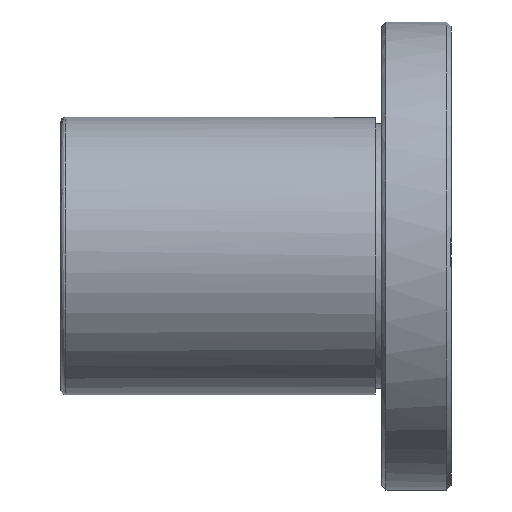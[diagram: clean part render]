
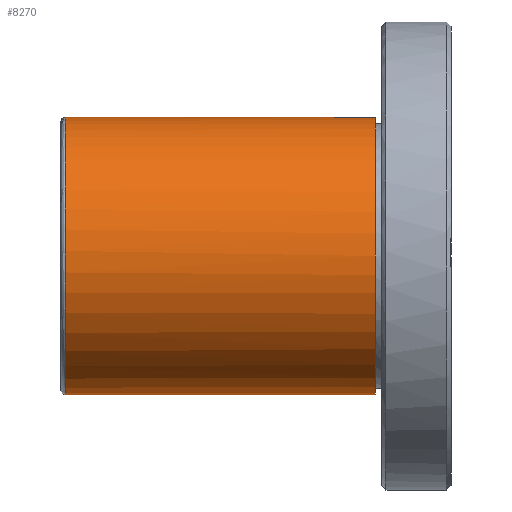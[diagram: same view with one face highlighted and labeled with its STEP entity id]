
A CAD part, front view. The second image highlights one B-rep face of the part: STEP entity #8270.
In plain terms, the highlighted free-form (B-spline) face has degree [3, 1] with [7, 2] control points.
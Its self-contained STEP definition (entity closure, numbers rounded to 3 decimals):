
#7120 = CARTESIAN_POINT ('', (-44.5, 0., 16.));
#7130 = VERTEX_POINT ('', #7120);
#7210 = CARTESIAN_POINT ('', (-44.5, 0., -16.));
#7220 = VERTEX_POINT ('', #7210);
#7230 = CARTESIAN_POINT ('', (-44.5, 0., 16.));
#7240 = CARTESIAN_POINT ('', (-44.5, 32., 16.));
#7250 = CARTESIAN_POINT ('', (-44.5, 32., -16.));
#7260 = CARTESIAN_POINT ('', (-44.5, 0., -16.));
#7270 = (
   BOUNDED_CURVE ()
   B_SPLINE_CURVE (3, (#7230, #7240, #7250, #7260), .UNSPECIFIED., .F., .U.)
   B_SPLINE_CURVE_WITH_KNOTS ((4, 4), (0., 1.), .UNSPECIFIED.)
   CURVE ()
   GEOMETRIC_REPRESENTATION_ITEM ()
   RATIONAL_B_SPLINE_CURVE ((0.957, 0.319, 0.319, 0.957))
   REPRESENTATION_ITEM ('')
);
#7280 = EDGE_CURVE ('', #7130, #7220, #7270, .T.);
#7300 = CARTESIAN_POINT ('', (-44.5, 0., -16.));
#7310 = CARTESIAN_POINT ('', (-44.5, -32., -16.));
#7320 = CARTESIAN_POINT ('', (-44.5, -32., 16.));
#7330 = CARTESIAN_POINT ('', (-44.5, 0., 16.));
#7340 = (
   BOUNDED_CURVE ()
   B_SPLINE_CURVE (3, (#7300, #7310, #7320, #7330), .UNSPECIFIED., .F., .U.)
   B_SPLINE_CURVE_WITH_KNOTS ((4, 4), (0., 1.), .UNSPECIFIED.)
   CURVE ()
   GEOMETRIC_REPRESENTATION_ITEM ()
   RATIONAL_B_SPLINE_CURVE ((0.957, 0.319, 0.319, 0.957))
   REPRESENTATION_ITEM ('')
);
#7350 = EDGE_CURVE ('', #7220, #7130, #7340, .T.);
#7720 = CARTESIAN_POINT ('', (-8.75, 16., 0.));
#7730 = VERTEX_POINT ('', #7720);
#7740 = CARTESIAN_POINT ('', (-8.75, 0., -16.));
#7750 = VERTEX_POINT ('', #7740);
#7760 = CARTESIAN_POINT ('', (-8.75, 16., 0.));
#7770 = CARTESIAN_POINT ('', (-8.75, 16., -10.667));
#7780 = CARTESIAN_POINT ('', (-8.75, 8., -16.));
#7790 = CARTESIAN_POINT ('', (-8.75, 0., -16.));
#7800 = (
   BOUNDED_CURVE ()
   B_SPLINE_CURVE (3, (#7760, #7770, #7780, #7790), .UNSPECIFIED., .F., .U.)
   B_SPLINE_CURVE_WITH_KNOTS ((4, 4), (0., 1.), .UNSPECIFIED.)
   CURVE ()
   GEOMETRIC_REPRESENTATION_ITEM ()
   RATIONAL_B_SPLINE_CURVE ((0.5, 0.5, 0.667, 1.))
   REPRESENTATION_ITEM ('')
);
#7810 = EDGE_CURVE ('', #7730, #7750, #7800, .T.);
#7820 = ORIENTED_EDGE ('', *, *, #7810, .T.);
#7830 = CARTESIAN_POINT ('', (-8.75, 0., -16.));
#7840 = CARTESIAN_POINT ('', (-44.5, 0., -16.));
#7850 = B_SPLINE_CURVE_WITH_KNOTS ('', 1, (#7830, #7840), .UNSPECIFIED., .F., .U., (2, 2), (0., 1.), .UNSPECIFIED.);
#7860 = EDGE_CURVE ('', #7750, #7220, #7850, .T.);
#7870 = ORIENTED_EDGE ('', *, *, #7860, .T.);
#7880 = ORIENTED_EDGE ('', *, *, #7280, .F.);
#7890 = ORIENTED_EDGE ('', *, *, #7350, .F.);
#7900 = ORIENTED_EDGE ('', *, *, #7860, .F.);
#7910 = CARTESIAN_POINT ('', (-8.75, -16., 0.));
#7920 = VERTEX_POINT ('', #7910);
#7930 = CARTESIAN_POINT ('', (-8.75, 0., -16.));
#7940 = CARTESIAN_POINT ('', (-8.75, -8., -16.));
#7950 = CARTESIAN_POINT ('', (-8.75, -16., -10.667));
#7960 = CARTESIAN_POINT ('', (-8.75, -16., 0.));
#7970 = (
   BOUNDED_CURVE ()
   B_SPLINE_CURVE (3, (#7930, #7940, #7950, #7960), .UNSPECIFIED., .F., .U.)
   B_SPLINE_CURVE_WITH_KNOTS ((4, 4), (0., 1.), .UNSPECIFIED.)
   CURVE ()
   GEOMETRIC_REPRESENTATION_ITEM ()
   RATIONAL_B_SPLINE_CURVE ((1., 0.667, 0.5, 0.5))
   REPRESENTATION_ITEM ('')
);
#7980 = EDGE_CURVE ('', #7750, #7920, #7970, .T.);
#7990 = ORIENTED_EDGE ('', *, *, #7980, .T.);
#8000 = CARTESIAN_POINT ('', (-8.75, -16., 0.));
#8010 = CARTESIAN_POINT ('', (-8.75, -16., 10.667));
#8020 = CARTESIAN_POINT ('', (-8.75, -8., 16.));
#8030 = CARTESIAN_POINT ('', (-8.75, 0., 16.));
#8040 = CARTESIAN_POINT ('', (-8.75, 8., 16.));
#8050 = CARTESIAN_POINT ('', (-8.75, 16., 10.667));
#8060 = CARTESIAN_POINT ('', (-8.75, 16., 0.));
#8070 = (
   BOUNDED_CURVE ()
   B_SPLINE_CURVE (3, (#8000, #8010, #8020, #8030, #8040, #8050, #8060), .UNSPECIFIED., .F., .U.)
   B_SPLINE_CURVE_WITH_KNOTS ((4, 3, 4), (0., 0.5, 1.), .UNSPECIFIED.)
   CURVE ()
   GEOMETRIC_REPRESENTATION_ITEM ()
   RATIONAL_B_SPLINE_CURVE ((0.5, 0.5, 0.667, 1., 0.667, 0.5, 0.5))
   REPRESENTATION_ITEM ('')
);
#8080 = EDGE_CURVE ('', #7920, #7730, #8070, .T.);
#8090 = ORIENTED_EDGE ('', *, *, #8080, .T.);
#8100 = EDGE_LOOP ('', (#7820, #7870, #7880, #7890, #7900, #7990, #8090));
#8110 = FACE_OUTER_BOUND ('', #8100, .T.);
#8120 = CARTESIAN_POINT ('', (-48.075, 0., -16.));
#8130 = CARTESIAN_POINT ('', (-5.175, 0., -16.));
#8140 = CARTESIAN_POINT ('', (-48.075, 32., -16.));
#8150 = CARTESIAN_POINT ('', (-5.175, 32., -16.));
#8160 = CARTESIAN_POINT ('', (-48.075, 32., 16.));
#8170 = CARTESIAN_POINT ('', (-5.175, 32., 16.));
#8180 = CARTESIAN_POINT ('', (-48.075, 0., 16.));
#8190 = CARTESIAN_POINT ('', (-5.175, 0., 16.));
#8200 = CARTESIAN_POINT ('', (-48.075, -32., 16.));
#8210 = CARTESIAN_POINT ('', (-5.175, -32., 16.));
#8220 = CARTESIAN_POINT ('', (-48.075, -32., -16.));
#8230 = CARTESIAN_POINT ('', (-5.175, -32., -16.));
#8240 = CARTESIAN_POINT ('', (-48.075, 0., -16.));
#8250 = CARTESIAN_POINT ('', (-5.175, 0., -16.));
#8260 = (
   BOUNDED_SURFACE ()
   B_SPLINE_SURFACE (3, 1, ((#8120, #8130), (#8140, #8150), (#8160, #8170), (#8180, #8190), (#8200, #8210), (#8220, #8230), (#8240, #8250)), .UNSPECIFIED., .T., .F., .U.)
   B_SPLINE_SURFACE_WITH_KNOTS ((4, 3, 4), (2, 2), (0., 0.5, 1.), (0., 1.), .UNSPECIFIED.)
   SURFACE ()
   GEOMETRIC_REPRESENTATION_ITEM ()
   RATIONAL_B_SPLINE_SURFACE (((1., 1.), (0.333, 0.333), (0.333, 0.333), (1., 1.), (0.333, 0.333), (0.333, 0.333), (1., 1.)))
   REPRESENTATION_ITEM ('')
);
#8270 = ADVANCED_FACE ('', (#8110), #8260, .T.);
